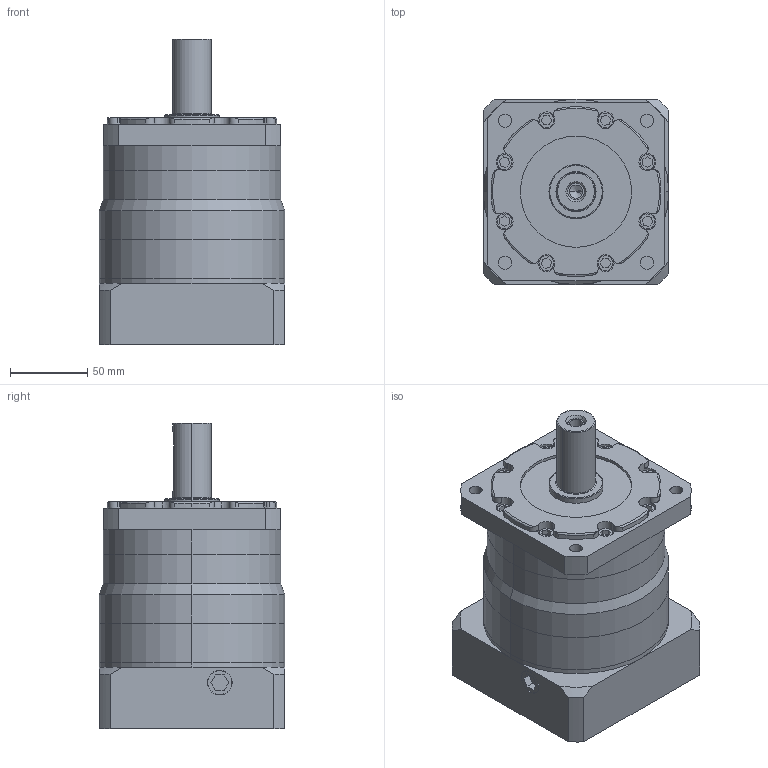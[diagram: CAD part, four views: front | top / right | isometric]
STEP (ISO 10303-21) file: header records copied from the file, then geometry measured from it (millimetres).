
FILE_DESCRIPTION (( 'STEP AP214' ), '1' );
FILE_NAME ('VGF115等撰耀倰.STEP', '2018-07-20T02:57:16', ( 'Windows' ), ( 'Microsoft' ), 'SwSTEP 2.0', 'SolidWorks 2016', '' );
FILE_SCHEMA (( 'AUTOMOTIVE_DESIGN' ));
Length unit declared in the file: millimetre
Products named in the file (1): VGF115等撰耀倰
Bounding box: 120 x 120 x 198 mm (x, y, z)
Volume: 1574235.8 mm3; surface area: 194428.1 mm2
Topology: 4 solids, 4 shells, 349 faces, 874 edges, 567 vertices
Faces by surface type: plane 171, cylinder 145, cone 18, torus 15
Entity records: 10870 total; most frequent: CARTESIAN_POINT 2018, DIRECTION 1887, ORIENTED_EDGE 1728, EDGE_CURVE 864, AXIS2_PLACEMENT_3D 702, VERTEX_POINT 567, VECTOR 483, LINE 483
